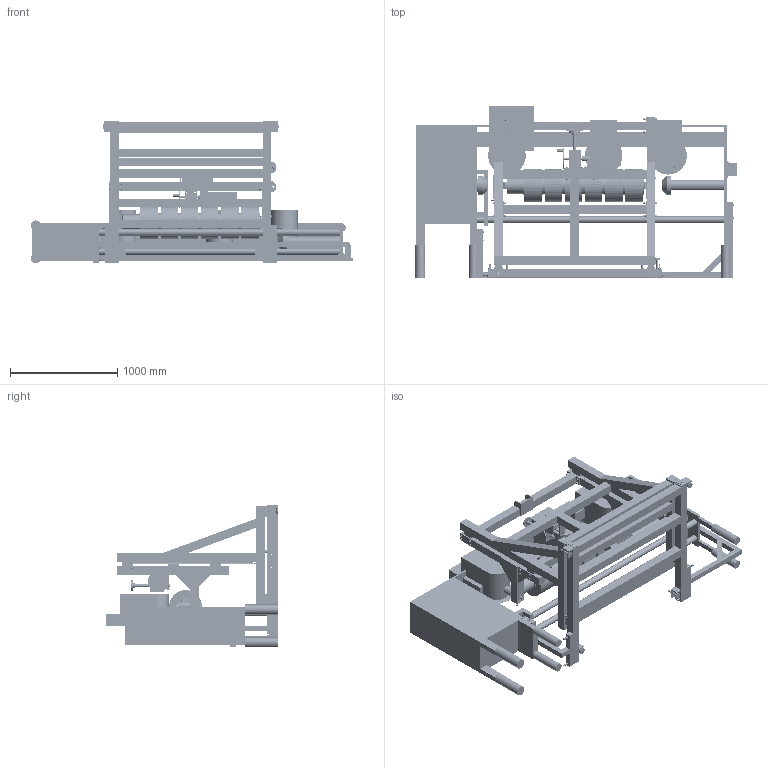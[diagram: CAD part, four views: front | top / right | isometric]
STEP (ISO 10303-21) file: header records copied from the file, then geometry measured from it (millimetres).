
FILE_DESCRIPTION (( 'STEP AP214' ), '1' );
FILE_NAME ('ぢ臚儂蜊婖軞蚾-2025-0403-STP.STEP', '2025-04-03T09:40:18', ( '' ), ( '' ), 'SwSTEP 2.0', 'SolidWorks 2017', '' );
FILE_SCHEMA (( 'AUTOMOTIVE_DESIGN' ));
Length unit declared in the file: millimetre
Products named in the file (53): 隙蛌癹弇輸; 台力-电机6IK370A-SF 减速器6GK3K; 落翑盓殤; YHD-WAK01-D60-M16-L100; 佪裝汔蔥儂菜輸; 楷窪囀鞠褒蹟隊M12℅50; 佪裝; 酗种隊12; _WAC01-D40-M10-L30-002                                                                                                     WAC01 X Q235 Q235 XX XXX XXXX 40 10 30; 盓傅璃2; 发黑内六角螺钉M12×110; _WAC01-D40-M10-L30-001                                                                                                WAC01 X Q235 Q235 XX XXX XXXX 40 10 30; 楷窪蹟譫M12; 曹けん盓殤; M12蹟翐; _WAK01-D60-M16-L100-001; 臚橙-6渡-162; 酗种隊; 隅弇殤2; 隅弇啣3; 禊睿湛薊粣誹-DEE11-D50-d18-e18; 楷窪囀鞠褒蹟隊M8℅16; YHD-IAS23-H42-L1200; 痄雄遺殤菁釱; 隙蛌癹弇輸2; 鞠渡ァ梀粣; 曹けんUS00RG1; _WAK01-D60-M16-L100-002; YHD-WDC40840; 痄雄遺殤2; YHD-WAC01-D40-M10-L30; ぢ臚儂蜊婖軞蚾-2025-0403-STP; 隅弇种隊; 傲郈囀鞠褒蹟隊M10℅70; _WDC40840_005; 楷窪囀鞠褒蹟隊M8℅25; 佪裝汔蔥儂釱; _WDC40840_001; 罗升  涡轮丝杆升降机 RN-3T-C-T-MDR-1-24-200-R-Y(370W 900RPM-handle); 104倰褐殤 ...
Assembly tree (208 placements, depth 3):
  ぢ臚儂蜊婖軞蚾-2025-0403-STP
    痄雄遺殤菁釱
    痄雄遺殤2
    盓傅璃2  x2
    隅弇殤2
    6渡臚橙摯ァ梠粣
      鞠渡ァ梀粣
      臚橙-6渡-162  x6
      菜輸2  x3
    YHD-IAS23-H42-L1200  x4
      _IAS23-H42-L1200_001_1
      _IAS23-H42-L1200_002_1
    蟀諉筵褽2
    酗种隊
    菜輸2  x3
    YHD-WDC40840
      _WDC40840_001
      _WDC40840_002
      _WDC40840_003
      _WDC40840_004
      _WDC40840_005
    隙蛌癹弇輸
    隙蛌癹弇輸2
    隅弇啣2  x3
    隅弇啣3  x2
    隅弇种隊
    蟀諉筵褽
    隅弇殤
    酗种隊12  x2
    蟀諉啣
    罗升  涡轮丝杆升降机 RN-3T-C-T-MDR-1-24-200-R-Y(370W 900RPM-handle)
      佪裝汔蔥儂釱
      佪裝
    佪裝汔蔥儂菜輸  x2
    104倰褐殤
    禊睿湛薊粣誹-DEE11-D50-d18-e18
    台力-电机6IK370A-SF 减速器6GK3K
    发黑内六角螺钉M12×110  x19
    楷窪囀鞠褒蹟隊M12℅50  x3
    楷窪囀鞠褒蹟隊M8℅16  x16
    楷窪囀鞠褒蹟隊M8℅25  x68
    M12蹟翐  x4
    傲郈囀鞠褒蹟隊M10℅70  x4
    楷窪蹟譫M12  x24
    YHD-WAK01-D60-M16-L100  x4
      _WAK01-D60-M16-L100-001
      _WAK01-D60-M16-L100-002
    落翑盓殤
    YHD-WAC01-D40-M10-L30  x3
      _WAC01-D40-M10-L30-001                                                                                                WAC01 X Q235 Q235 XX XXX XXXX 40 10 30
      _WAC01-D40-M10-L30-002                                                                                                     WAC01 X Q235 Q235 XX XXX XXXX 40 10 30
    曹けん盓殤
    曹けんUS00RG1
    翋儂
Bounding box: 3000.65 x 1595.4 x 1326.92 mm (x, y, z)
Volume: 504626279.7 mm3; surface area: 31725858.2 mm2
Topology: 224 solids, 225 shells, 7118 faces, 17144 edges, 10765 vertices
Faces by surface type: plane 3249, cylinder 2098, cone 1100, torus 440, bspline 231
Entity records: 85418 total; most frequent: CARTESIAN_POINT 16986, DIRECTION 13395, ORIENTED_EDGE 12562, EDGE_CURVE 6281, AXIS2_PLACEMENT_3D 4868, VERTEX_POINT 4041, VECTOR 3659, LINE 3659
